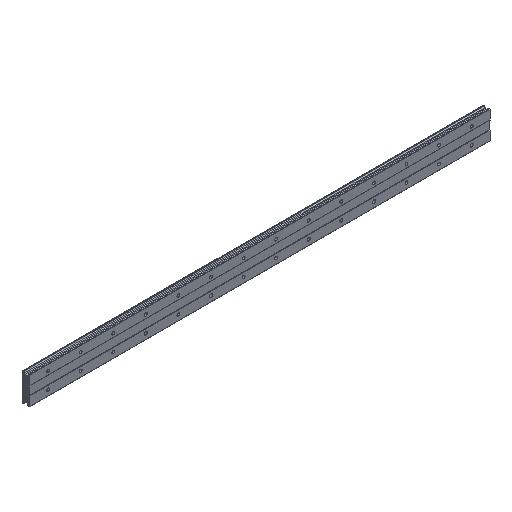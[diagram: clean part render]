
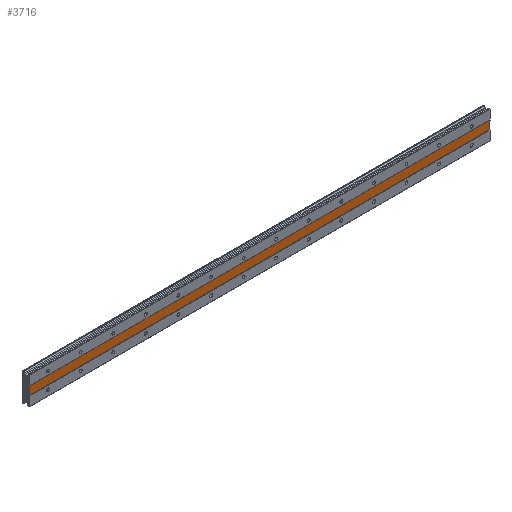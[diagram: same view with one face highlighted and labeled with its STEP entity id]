
A CAD part, isometric view. The second image highlights one B-rep face of the part: STEP entity #3716.
In plain terms, the highlighted planar face has unit normal (0, -1, 0).
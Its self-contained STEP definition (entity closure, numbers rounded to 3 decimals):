
#458 = ORIENTED_EDGE ( 'NONE', *, *, #2380, .F. ) ;
#534 = CARTESIAN_POINT ( 'NONE',  ( 1085., 1., 10. ) ) ;
#602 = LINE ( 'NONE', #5114, #1582 ) ;
#628 = LINE ( 'NONE', #4302, #1605 ) ;
#632 = EDGE_CURVE ( 'NONE', #2761, #3911, #628, .T. ) ;
#714 = VECTOR ( 'NONE', #4588, 1000. ) ;
#1165 = AXIS2_PLACEMENT_3D ( 'NONE', #534, #3843, #2202 ) ;
#1273 = ORIENTED_EDGE ( 'NONE', *, *, #3364, .T. ) ;
#1336 = CARTESIAN_POINT ( 'NONE',  ( -45., 1., 10. ) ) ;
#1582 = VECTOR ( 'NONE', #5139, 1000. ) ;
#1605 = VECTOR ( 'NONE', #3887, 1000. ) ;
#1651 = LINE ( 'NONE', #2397, #1680 ) ;
#1680 = VECTOR ( 'NONE', #3324, 1000. ) ;
#1754 = PLANE ( 'NONE',  #1165 ) ;
#2171 = FACE_OUTER_BOUND ( 'NONE', #4388, .T. ) ;
#2202 = DIRECTION ( 'NONE',  ( 0., 0., 1. ) ) ;
#2244 = ORIENTED_EDGE ( 'NONE', *, *, #2776, .F. ) ;
#2280 = ORIENTED_EDGE ( 'NONE', *, *, #632, .T. ) ;
#2324 = VERTEX_POINT ( 'NONE', #1336 ) ;
#2380 = EDGE_CURVE ( 'NONE', #5216, #3911, #602, .T. ) ;
#2397 = CARTESIAN_POINT ( 'NONE',  ( -45., 1., 34.482 ) ) ;
#2489 = LINE ( 'NONE', #4132, #714 ) ;
#2761 = VERTEX_POINT ( 'NONE', #4486 ) ;
#2776 = EDGE_CURVE ( 'NONE', #2324, #5216, #2489, .T. ) ;
#3324 = DIRECTION ( 'NONE',  ( 0., 0., -1. ) ) ;
#3364 = EDGE_CURVE ( 'NONE', #2324, #2761, #1651, .T. ) ;
#3716 = ADVANCED_FACE ( 'NONE', ( #2171 ), #1754, .F. ) ;
#3735 = CARTESIAN_POINT ( 'NONE',  ( 1085., 1., -10. ) ) ;
#3843 = DIRECTION ( 'NONE',  ( 0., 1., 0. ) ) ;
#3887 = DIRECTION ( 'NONE',  ( 1., 0., 0. ) ) ;
#3911 = VERTEX_POINT ( 'NONE', #3735 ) ;
#4132 = CARTESIAN_POINT ( 'NONE',  ( 1085., 1., 10. ) ) ;
#4302 = CARTESIAN_POINT ( 'NONE',  ( 1085., 1., -10. ) ) ;
#4388 = EDGE_LOOP ( 'NONE', ( #2280, #458, #2244, #1273 ) ) ;
#4486 = CARTESIAN_POINT ( 'NONE',  ( -45., 1., -10. ) ) ;
#4588 = DIRECTION ( 'NONE',  ( 1., 0., 0. ) ) ;
#4852 = CARTESIAN_POINT ( 'NONE',  ( 1085., 1., 10. ) ) ;
#5114 = CARTESIAN_POINT ( 'NONE',  ( 1085., 1., 34.482 ) ) ;
#5139 = DIRECTION ( 'NONE',  ( 0., 0., -1. ) ) ;
#5216 = VERTEX_POINT ( 'NONE', #4852 ) ;
